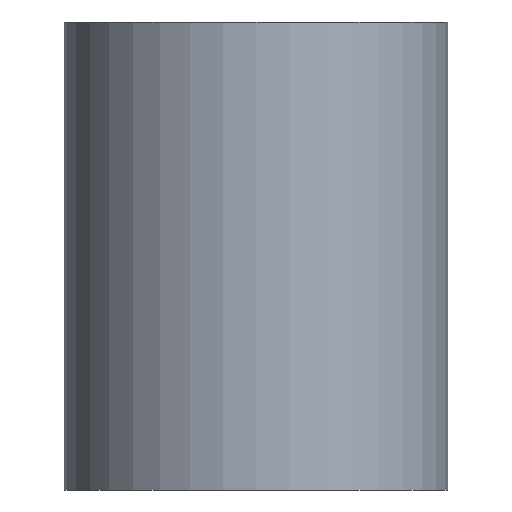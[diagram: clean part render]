
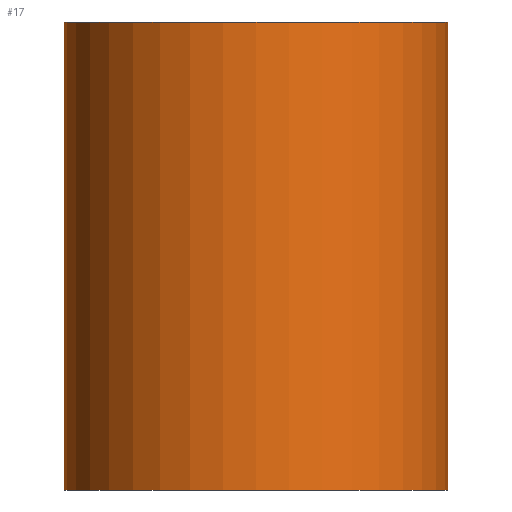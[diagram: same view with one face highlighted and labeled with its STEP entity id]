
A CAD part, front view. The second image highlights one B-rep face of the part: STEP entity #17.
In plain terms, the highlighted cylindrical face has radius 6.147 mm (diameter 12.294 mm), a full revolution.
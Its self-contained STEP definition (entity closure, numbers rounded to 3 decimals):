
#17 = ADVANCED_FACE('',(#18),#31,.T.);
#18 = FACE_BOUND('',#19,.T.);
#19 = EDGE_LOOP('',(#20,#54,#77,#104));
#20 = ORIENTED_EDGE('',*,*,#21,.F.);
#21 = EDGE_CURVE('',#22,#22,#24,.T.);
#22 = VERTEX_POINT('',#23);
#23 = CARTESIAN_POINT('',(6.147,0.,12.5));
#24 = SURFACE_CURVE('',#25,(#30,#42),.PCURVE_S1.);
#25 = CIRCLE('',#26,6.147);
#26 = AXIS2_PLACEMENT_3D('',#27,#28,#29);
#27 = CARTESIAN_POINT('',(0.,0.,12.5));
#28 = DIRECTION('',(0.,0.,1.));
#29 = DIRECTION('',(1.,0.,0.));
#30 = PCURVE('',#31,#36);
#31 = CYLINDRICAL_SURFACE('',#32,6.147);
#32 = AXIS2_PLACEMENT_3D('',#33,#34,#35);
#33 = CARTESIAN_POINT('',(0.,0.,-2.5));
#34 = DIRECTION('',(0.,0.,1.));
#35 = DIRECTION('',(1.,0.,0.));
#36 = DEFINITIONAL_REPRESENTATION('',(#37),#41);
#37 = LINE('',#38,#39);
#38 = CARTESIAN_POINT('',(0.,15.));
#39 = VECTOR('',#40,1.);
#40 = DIRECTION('',(1.,0.));
#41 = ( GEOMETRIC_REPRESENTATION_CONTEXT(2) 
PARAMETRIC_REPRESENTATION_CONTEXT() REPRESENTATION_CONTEXT('2D SPACE',''
  ) );
#42 = PCURVE('',#43,#48);
#43 = PLANE('',#44);
#44 = AXIS2_PLACEMENT_3D('',#45,#46,#47);
#45 = CARTESIAN_POINT('',(0.,0.,12.5));
#46 = DIRECTION('',(0.,0.,1.));
#47 = DIRECTION('',(1.,0.,0.));
#48 = DEFINITIONAL_REPRESENTATION('',(#49),#53);
#49 = CIRCLE('',#50,6.147);
#50 = AXIS2_PLACEMENT_2D('',#51,#52);
#51 = CARTESIAN_POINT('',(0.,0.));
#52 = DIRECTION('',(1.,0.));
#53 = ( GEOMETRIC_REPRESENTATION_CONTEXT(2) 
PARAMETRIC_REPRESENTATION_CONTEXT() REPRESENTATION_CONTEXT('2D SPACE',''
  ) );
#54 = ORIENTED_EDGE('',*,*,#55,.F.);
#55 = EDGE_CURVE('',#56,#22,#58,.T.);
#56 = VERTEX_POINT('',#57);
#57 = CARTESIAN_POINT('',(6.147,0.,-2.5));
#58 = SEAM_CURVE('',#59,(#63,#70),.PCURVE_S1.);
#59 = LINE('',#60,#61);
#60 = CARTESIAN_POINT('',(6.147,0.,-2.5));
#61 = VECTOR('',#62,1.);
#62 = DIRECTION('',(0.,0.,1.));
#63 = PCURVE('',#31,#64);
#64 = DEFINITIONAL_REPRESENTATION('',(#65),#69);
#65 = LINE('',#66,#67);
#66 = CARTESIAN_POINT('',(6.283,-0.));
#67 = VECTOR('',#68,1.);
#68 = DIRECTION('',(0.,1.));
#69 = ( GEOMETRIC_REPRESENTATION_CONTEXT(2) 
PARAMETRIC_REPRESENTATION_CONTEXT() REPRESENTATION_CONTEXT('2D SPACE',''
  ) );
#70 = PCURVE('',#31,#71);
#71 = DEFINITIONAL_REPRESENTATION('',(#72),#76);
#72 = LINE('',#73,#74);
#73 = CARTESIAN_POINT('',(0.,-0.));
#74 = VECTOR('',#75,1.);
#75 = DIRECTION('',(0.,1.));
#76 = ( GEOMETRIC_REPRESENTATION_CONTEXT(2) 
PARAMETRIC_REPRESENTATION_CONTEXT() REPRESENTATION_CONTEXT('2D SPACE',''
  ) );
#77 = ORIENTED_EDGE('',*,*,#78,.T.);
#78 = EDGE_CURVE('',#56,#56,#79,.T.);
#79 = SURFACE_CURVE('',#80,(#85,#92),.PCURVE_S1.);
#80 = CIRCLE('',#81,6.147);
#81 = AXIS2_PLACEMENT_3D('',#82,#83,#84);
#82 = CARTESIAN_POINT('',(0.,0.,-2.5));
#83 = DIRECTION('',(0.,0.,1.));
#84 = DIRECTION('',(1.,0.,0.));
#85 = PCURVE('',#31,#86);
#86 = DEFINITIONAL_REPRESENTATION('',(#87),#91);
#87 = LINE('',#88,#89);
#88 = CARTESIAN_POINT('',(0.,0.));
#89 = VECTOR('',#90,1.);
#90 = DIRECTION('',(1.,0.));
#91 = ( GEOMETRIC_REPRESENTATION_CONTEXT(2) 
PARAMETRIC_REPRESENTATION_CONTEXT() REPRESENTATION_CONTEXT('2D SPACE',''
  ) );
#92 = PCURVE('',#93,#98);
#93 = PLANE('',#94);
#94 = AXIS2_PLACEMENT_3D('',#95,#96,#97);
#95 = CARTESIAN_POINT('',(0.,0.,-2.5));
#96 = DIRECTION('',(0.,0.,1.));
#97 = DIRECTION('',(1.,0.,0.));
#98 = DEFINITIONAL_REPRESENTATION('',(#99),#103);
#99 = CIRCLE('',#100,6.147);
#100 = AXIS2_PLACEMENT_2D('',#101,#102);
#101 = CARTESIAN_POINT('',(0.,0.));
#102 = DIRECTION('',(1.,0.));
#103 = ( GEOMETRIC_REPRESENTATION_CONTEXT(2) 
PARAMETRIC_REPRESENTATION_CONTEXT() REPRESENTATION_CONTEXT('2D SPACE',''
  ) );
#104 = ORIENTED_EDGE('',*,*,#55,.T.);
